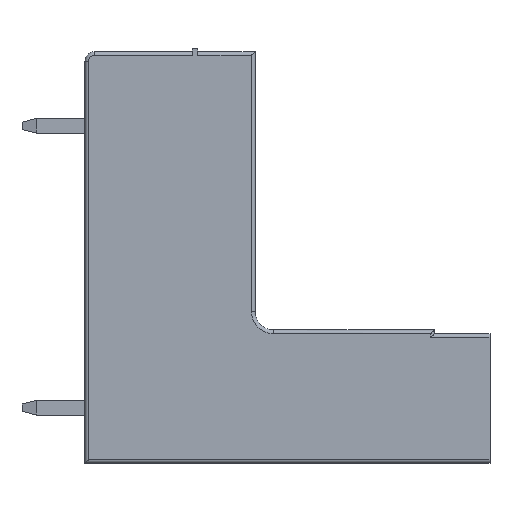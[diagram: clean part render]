
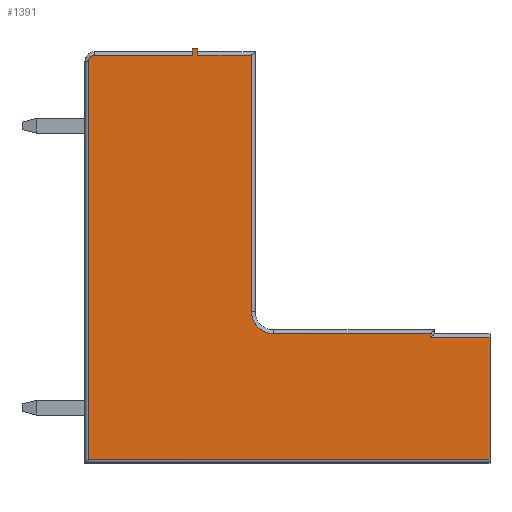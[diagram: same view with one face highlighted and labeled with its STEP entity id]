
A CAD part, front view. The second image highlights one B-rep face of the part: STEP entity #1391.
In plain terms, the highlighted planar face has unit normal (0, -1, 0).
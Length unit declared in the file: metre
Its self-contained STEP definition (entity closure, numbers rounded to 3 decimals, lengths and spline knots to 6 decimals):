
#1391 = ADVANCED_FACE( '', ( #2864 ), #2865, .T. );
#2864 = FACE_OUTER_BOUND( '', #4380, .T. );
#2865 = PLANE( '', #4381 );
#4380 = EDGE_LOOP( '', ( #8508, #8509, #8510, #8511, #8512, #8513, #8514, #8515, #8516, #8517, #8518, #8519, #8520, #8521 ) );
#4381 = AXIS2_PLACEMENT_3D( '', #8522, #8523, #8524 );
#8508 = ORIENTED_EDGE( '', *, *, #10545, .T. );
#8509 = ORIENTED_EDGE( '', *, *, #9389, .T. );
#8510 = ORIENTED_EDGE( '', *, *, #9069, .T. );
#8511 = ORIENTED_EDGE( '', *, *, #10325, .T. );
#8512 = ORIENTED_EDGE( '', *, *, #9382, .T. );
#8513 = ORIENTED_EDGE( '', *, *, #9810, .T. );
#8514 = ORIENTED_EDGE( '', *, *, #8984, .T. );
#8515 = ORIENTED_EDGE( '', *, *, #10117, .T. );
#8516 = ORIENTED_EDGE( '', *, *, #10625, .T. );
#8517 = ORIENTED_EDGE( '', *, *, #9407, .T. );
#8518 = ORIENTED_EDGE( '', *, *, #10401, .T. );
#8519 = ORIENTED_EDGE( '', *, *, #9726, .T. );
#8520 = ORIENTED_EDGE( '', *, *, #10114, .T. );
#8521 = ORIENTED_EDGE( '', *, *, #10560, .T. );
#8522 = CARTESIAN_POINT( '', ( 0.0005, -0.0023, 0.0035 ) );
#8523 = DIRECTION( '', ( 0., -1., 0. ) );
#8524 = DIRECTION( '', ( 0., 0., -1. ) );
#8984 = EDGE_CURVE( '', #10714, #10719, #10721, .F. );
#9069 = EDGE_CURVE( '', #10886, #10884, #10887, .T. );
#9382 = EDGE_CURVE( '', #11423, #11425, #11427, .F. );
#9389 = EDGE_CURVE( '', #11438, #10886, #11439, .T. );
#9407 = EDGE_CURVE( '', #11469, #11470, #11471, .T. );
#9726 = EDGE_CURVE( '', #11966, #11968, #11970, .T. );
#9810 = EDGE_CURVE( '', #11425, #10714, #12096, .F. );
#10114 = EDGE_CURVE( '', #11968, #12517, #12519, .T. );
#10117 = EDGE_CURVE( '', #10719, #12521, #12523, .T. );
#10325 = EDGE_CURVE( '', #10884, #11423, #12794, .T. );
#10401 = EDGE_CURVE( '', #11470, #11966, #12883, .T. );
#10545 = EDGE_CURVE( '', #13047, #11438, #13048, .T. );
#10560 = EDGE_CURVE( '', #12517, #13047, #13063, .T. );
#10625 = EDGE_CURVE( '', #12521, #11469, #13129, .T. );
#10714 = VERTEX_POINT( '', #13226 );
#10719 = VERTEX_POINT( '', #13231 );
#10721 = CIRCLE( '', #13233, 0.0012 );
#10884 = VERTEX_POINT( '', #13470 );
#10886 = VERTEX_POINT( '', #13472 );
#10887 = LINE( '', #13473, #13474 );
#11423 = VERTEX_POINT( '', #14251 );
#11425 = VERTEX_POINT( '', #14253 );
#11427 = LINE( '', #14255, #14256 );
#11438 = VERTEX_POINT( '', #14271 );
#11439 = LINE( '', #14272, #14273 );
#11469 = VERTEX_POINT( '', #14312 );
#11470 = VERTEX_POINT( '', #14313 );
#11471 = LINE( '', #14314, #14315 );
#11966 = VERTEX_POINT( '', #15037 );
#11968 = VERTEX_POINT( '', #15040 );
#11970 = LINE( '', #15042, #15043 );
#12096 = LINE( '', #15227, #15228 );
#12517 = VERTEX_POINT( '', #15873 );
#12519 = LINE( '', #15875, #15876 );
#12521 = VERTEX_POINT( '', #15878 );
#12523 = LINE( '', #15880, #15881 );
#12794 = LINE( '', #16294, #16295 );
#12883 = LINE( '', #16430, #16431 );
#13047 = VERTEX_POINT( '', #16666 );
#13048 = LINE( '', #16667, #16668 );
#13063 = CIRCLE( '', #16688, 0.0003 );
#13129 = LINE( '', #16773, #16774 );
#13226 = CARTESIAN_POINT( '', ( 0.0102, -0.0023, -0.01124 ) );
#13231 = CARTESIAN_POINT( '', ( 0.009, -0.0023, -0.01004 ) );
#13233 = AXIS2_PLACEMENT_3D( '', #16876, #16877, #16878 );
#13470 = CARTESIAN_POINT( '', ( 0.0219, -0.0023, -0.01144 ) );
#13472 = CARTESIAN_POINT( '', ( 0.0219, -0.0023, -0.01804 ) );
#13473 = CARTESIAN_POINT( '', ( 0.0219, -0.0023, -0.01824 ) );
#13474 = VECTOR( '', #16968, 1. );
#14251 = CARTESIAN_POINT( '', ( 0.0187, -0.0023, -0.01144 ) );
#14253 = CARTESIAN_POINT( '', ( 0.0187, -0.0023, -0.01124 ) );
#14255 = CARTESIAN_POINT( '', ( 0.0187, -0.0023, 0.0035 ) );
#14256 = VECTOR( '', #17261, 1. );
#14271 = CARTESIAN_POINT( '', ( 0.0002, -0.0023, -0.01804 ) );
#14272 = CARTESIAN_POINT( '', ( 0.0219, -0.0023, -0.01804 ) );
#14273 = VECTOR( '', #17266, 1. );
#14312 = CARTESIAN_POINT( '', ( 0.0061, -0.0023, 0.0038 ) );
#14313 = CARTESIAN_POINT( '', ( 0.0061, -0.0023, 0.00416 ) );
#14314 = CARTESIAN_POINT( '', ( 0.0061, -0.0023, 0.004 ) );
#14315 = VECTOR( '', #17288, 1. );
#15037 = CARTESIAN_POINT( '', ( 0.0058, -0.0023, 0.00416 ) );
#15040 = CARTESIAN_POINT( '', ( 0.0058, -0.0023, 0.0038 ) );
#15042 = CARTESIAN_POINT( '', ( 0.0058, -0.0023, 0.00416 ) );
#15043 = VECTOR( '', #17574, 1. );
#15227 = CARTESIAN_POINT( '', ( 0.0005, -0.0023, -0.01124 ) );
#15228 = VECTOR( '', #17648, 1. );
#15873 = CARTESIAN_POINT( '', ( 0.0005, -0.0023, 0.0038 ) );
#15875 = CARTESIAN_POINT( '', ( 0.0005, -0.0023, 0.0038 ) );
#15876 = VECTOR( '', #17897, 1. );
#15878 = CARTESIAN_POINT( '', ( 0.009, -0.0023, 0.0038 ) );
#15880 = CARTESIAN_POINT( '', ( 0.009, -0.0023, 0.004 ) );
#15881 = VECTOR( '', #17901, 1. );
#16294 = CARTESIAN_POINT( '', ( 0.0189, -0.0023, -0.01144 ) );
#16295 = VECTOR( '', #18056, 1. );
#16430 = CARTESIAN_POINT( '', ( 0.0058, -0.0023, 0.00416 ) );
#16431 = VECTOR( '', #18109, 1. );
#16666 = CARTESIAN_POINT( '', ( 0.0002, -0.0023, 0.0035 ) );
#16667 = CARTESIAN_POINT( '', ( 0.0002, -0.0023, -0.01824 ) );
#16668 = VECTOR( '', #18190, 1. );
#16688 = AXIS2_PLACEMENT_3D( '', #18199, #18200, #18201 );
#16773 = CARTESIAN_POINT( '', ( 0.0061, -0.0023, 0.0038 ) );
#16774 = VECTOR( '', #18227, 1. );
#16876 = CARTESIAN_POINT( '', ( 0.0102, -0.0023, -0.01004 ) );
#16877 = DIRECTION( '', ( 0., -1., 0. ) );
#16878 = DIRECTION( '', ( 0., 0., -1. ) );
#16968 = DIRECTION( '', ( 0., 0., 1. ) );
#17261 = DIRECTION( '', ( 0., 0., -1. ) );
#17266 = DIRECTION( '', ( 1., 0., 0. ) );
#17288 = DIRECTION( '', ( 0., 0., 1. ) );
#17574 = DIRECTION( '', ( 0., 0., -1. ) );
#17648 = DIRECTION( '', ( 1., 0., 0. ) );
#17897 = DIRECTION( '', ( -1., 0., 0. ) );
#17901 = DIRECTION( '', ( 0., 0., 1. ) );
#18056 = DIRECTION( '', ( -1., 0., 0. ) );
#18109 = DIRECTION( '', ( -1., 0., 0. ) );
#18190 = DIRECTION( '', ( 0., 0., -1. ) );
#18199 = CARTESIAN_POINT( '', ( 0.0005, -0.0023, 0.0035 ) );
#18200 = DIRECTION( '', ( 0., -1., 0. ) );
#18201 = DIRECTION( '', ( 0., 0., -1. ) );
#18227 = DIRECTION( '', ( -1., 0., 0. ) );
